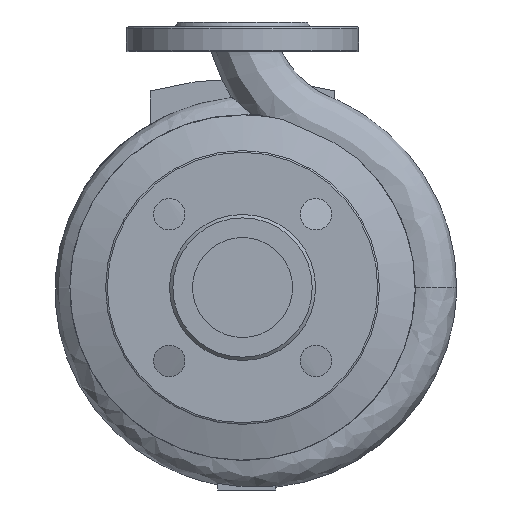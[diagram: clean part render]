
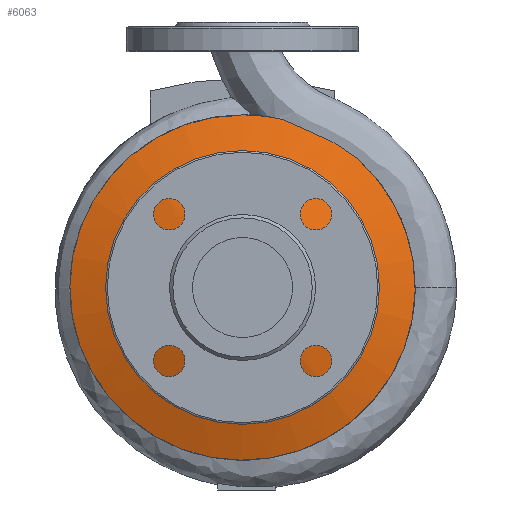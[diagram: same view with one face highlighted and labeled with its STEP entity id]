
A CAD part, left-side view. The second image highlights one B-rep face of the part: STEP entity #6063.
In plain terms, the highlighted conical face has half-angle 72.045 degrees and reference radius 72.095 mm.
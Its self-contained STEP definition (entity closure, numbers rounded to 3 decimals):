
#980=CONICAL_SURFACE('',#6698,72.095,1.257);
#1067=B_SPLINE_CURVE_WITH_KNOTS('',3,(#12191,#12192,#12193,#12194,#12195,
#12196,#12197,#12198,#12199,#12200,#12201,#12202,#12203,#12204,#12205,#12206,
#12207,#12208,#12209,#12210,#12211,#12212,#12213,#12214,#12215,#12216,#12217,
#12218,#12219,#12220,#12221),.UNSPECIFIED.,.F.,.F.,(4,3,3,3,3,3,3,3,3,3,
4),(9.683,10.316,10.591,12.941,14.545,
14.839,15.03,18.818,20.836,22.45,
23.554),.UNSPECIFIED.);
#1367=FACE_BOUND('',#2098,.T.);
#1698=FACE_OUTER_BOUND('',#2097,.T.);
#2097=EDGE_LOOP('',(#5562,#5563));
#2098=EDGE_LOOP('',(#5564));
#2423=CIRCLE('',#6699,104.04);
#2424=CIRCLE('',#6700,40.15);
#3002=VERTEX_POINT('',#12182);
#3003=VERTEX_POINT('',#12190);
#3005=VERTEX_POINT('',#12278);
#3863=EDGE_CURVE('',#3003,#3002,#1067,.T.);
#3867=EDGE_CURVE('',#3002,#3003,#2423,.T.);
#3868=EDGE_CURVE('',#3005,#3005,#2424,.T.);
#5562=ORIENTED_EDGE('',*,*,#3863,.T.);
#5563=ORIENTED_EDGE('',*,*,#3867,.T.);
#5564=ORIENTED_EDGE('',*,*,#3868,.F.);
#6063=ADVANCED_FACE('',(#1698,#1367),#980,.T.);
#6698=AXIS2_PLACEMENT_3D('',#12276,#8395,#8396);
#6699=AXIS2_PLACEMENT_3D('',#12277,#8397,#8398);
#6700=AXIS2_PLACEMENT_3D('',#12279,#8399,#8400);
#8395=DIRECTION('center_axis',(1.,0.,0.));
#8396=DIRECTION('ref_axis',(0.,0.,
1.));
#8397=DIRECTION('center_axis',(-1.,0.,0.));
#8398=DIRECTION('ref_axis',(0.,0.,
1.));
#8399=DIRECTION('center_axis',(-1.,0.,0.));
#8400=DIRECTION('ref_axis',(0.,0.,
1.));
#12182=CARTESIAN_POINT('',(-19.296,-23.817,261.277));
#12190=CARTESIAN_POINT('',(-19.296,-68.665,238.163));
#12191=CARTESIAN_POINT('Ctrl Pts',(-19.296,-68.665,238.163));
#12192=CARTESIAN_POINT('Ctrl Pts',(-19.322,-67.348,
239.213));
#12193=CARTESIAN_POINT('Ctrl Pts',(-19.349,-66.004,240.23));
#12194=CARTESIAN_POINT('Ctrl Pts',(-19.375,-64.636,
241.214));
#12195=CARTESIAN_POINT('Ctrl Pts',(-19.387,-64.042,241.642));
#12196=CARTESIAN_POINT('Ctrl Pts',(-19.398,-63.442,
242.064));
#12197=CARTESIAN_POINT('Ctrl Pts',(-19.41,-62.839,
242.477));
#12198=CARTESIAN_POINT('Ctrl Pts',(-19.509,-57.696,
246.012));
#12199=CARTESIAN_POINT('Ctrl Pts',(-19.595,-52.954,
248.578));
#12200=CARTESIAN_POINT('Ctrl Pts',(-19.66,-49.225,250.38));
#12201=CARTESIAN_POINT('Ctrl Pts',(-19.704,-46.679,251.612));
#12202=CARTESIAN_POINT('Ctrl Pts',(-19.739,-44.607,
252.491));
#12203=CARTESIAN_POINT('Ctrl Pts',(-19.761,-43.195,
253.069));
#12204=CARTESIAN_POINT('Ctrl Pts',(-19.765,-42.937,253.175));
#12205=CARTESIAN_POINT('Ctrl Pts',(-19.769,-42.702,
253.271));
#12206=CARTESIAN_POINT('Ctrl Pts',(-19.772,-42.49,253.358));
#12207=CARTESIAN_POINT('Ctrl Pts',(-19.773,-42.351,253.415));
#12208=CARTESIAN_POINT('Ctrl Pts',(-19.775,-42.218,
253.469));
#12209=CARTESIAN_POINT('Ctrl Pts',(-19.777,-42.081,
253.525));
#12210=CARTESIAN_POINT('Ctrl Pts',(-19.809,-39.385,
254.63));
#12211=CARTESIAN_POINT('Ctrl Pts',(-19.803,-36.6,
255.764));
#12212=CARTESIAN_POINT('Ctrl Pts',(-19.747,-33.845,
256.907));
#12213=CARTESIAN_POINT('Ctrl Pts',(-19.718,-32.377,
257.516));
#12214=CARTESIAN_POINT('Ctrl Pts',(-19.675,-30.918,
258.128));
#12215=CARTESIAN_POINT('Ctrl Pts',(-19.616,-29.488,
258.743));
#12216=CARTESIAN_POINT('Ctrl Pts',(-19.569,-28.343,259.235));
#12217=CARTESIAN_POINT('Ctrl Pts',(-19.513,-27.217,
259.729));
#12218=CARTESIAN_POINT('Ctrl Pts',(-19.447,-26.097,
260.233));
#12219=CARTESIAN_POINT('Ctrl Pts',(-19.401,-25.333,
260.577));
#12220=CARTESIAN_POINT('Ctrl Pts',(-19.351,-24.573,
260.925));
#12221=CARTESIAN_POINT('Ctrl Pts',(-19.296,-23.817,261.277));
#12276=CARTESIAN_POINT('Origin',(-29.648,0.,160.));
#12277=CARTESIAN_POINT('Origin',(-19.296,0.,160.));
#12278=CARTESIAN_POINT('',(-40.,0.,200.15));
#12279=CARTESIAN_POINT('Origin',(-40.,0.,160.));
